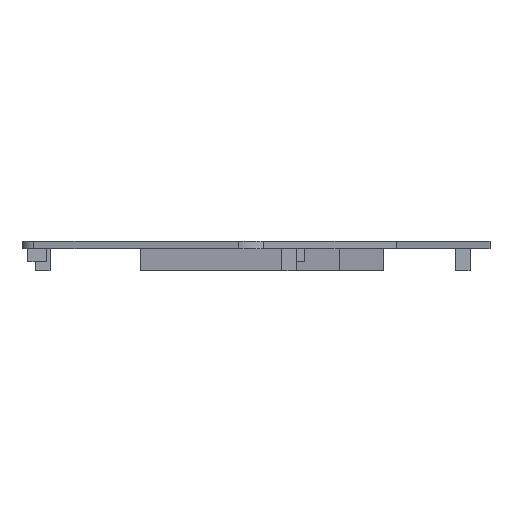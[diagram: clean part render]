
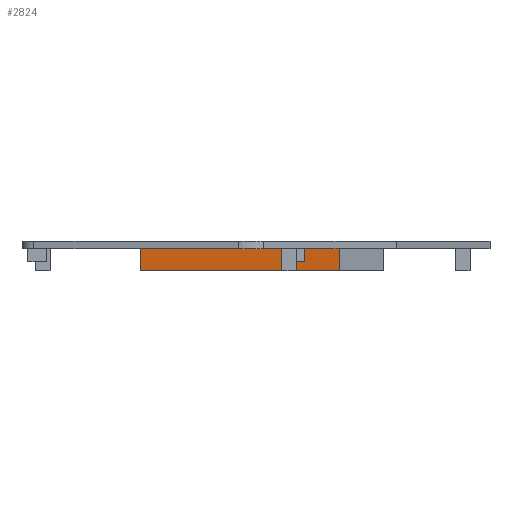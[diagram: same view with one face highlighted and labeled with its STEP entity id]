
A CAD part, left-side view. The second image highlights one B-rep face of the part: STEP entity #2824.
In plain terms, the highlighted planar face has unit normal (-0.986, 0.166, 0).
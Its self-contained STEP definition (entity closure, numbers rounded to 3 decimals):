
#58=FACE_OUTER_BOUND('',#222,.T.);
#222=EDGE_LOOP('',(#2003,#2004,#2005,#2006));
#404=LINE('',#3935,#805);
#510=LINE('',#4147,#911);
#512=LINE('',#4151,#913);
#513=LINE('',#4152,#914);
#805=VECTOR('',#3189,10.);
#911=VECTOR('',#3297,10.);
#913=VECTOR('',#3301,10.);
#914=VECTOR('',#3302,10.);
#1208=VERTEX_POINT('',#3931);
#1210=VERTEX_POINT('',#3934);
#1314=VERTEX_POINT('',#4144);
#1316=VERTEX_POINT('',#4150);
#1484=EDGE_CURVE('',#1208,#1210,#404,.T.);
#1590=EDGE_CURVE('',#1208,#1314,#510,.T.);
#1592=EDGE_CURVE('',#1316,#1314,#512,.T.);
#1593=EDGE_CURVE('',#1210,#1316,#513,.T.);
#2003=ORIENTED_EDGE('',*,*,#1590,.T.);
#2004=ORIENTED_EDGE('',*,*,#1592,.F.);
#2005=ORIENTED_EDGE('',*,*,#1593,.F.);
#2006=ORIENTED_EDGE('',*,*,#1484,.F.);
#2680=PLANE('',#2991);
#2824=ADVANCED_FACE('',(#58),#2680,.T.);
#2991=AXIS2_PLACEMENT_3D('',#4149,#3299,#3300);
#3189=DIRECTION('',(-0.166,-0.986,0.));
#3297=DIRECTION('',(0.,0.,-1.));
#3299=DIRECTION('center_axis',(-0.986,0.166,0.));
#3300=DIRECTION('ref_axis',(0.166,0.986,0.));
#3301=DIRECTION('',(0.166,0.986,0.));
#3302=DIRECTION('',(0.,0.,-1.));
#3931=CARTESIAN_POINT('',(138.459,-57.446,0.));
#3934=CARTESIAN_POINT('',(129.374,-111.492,0.));
#3935=CARTESIAN_POINT('',(132.407,-93.447,0.));
#4144=CARTESIAN_POINT('',(138.459,-57.446,-6.));
#4147=CARTESIAN_POINT('',(138.459,-57.446,-3.));
#4149=CARTESIAN_POINT('Origin',(129.374,-111.492,0.));
#4150=CARTESIAN_POINT('',(129.374,-111.492,-6.));
#4151=CARTESIAN_POINT('',(129.374,-111.492,-6.));
#4152=CARTESIAN_POINT('',(129.374,-111.492,0.));
